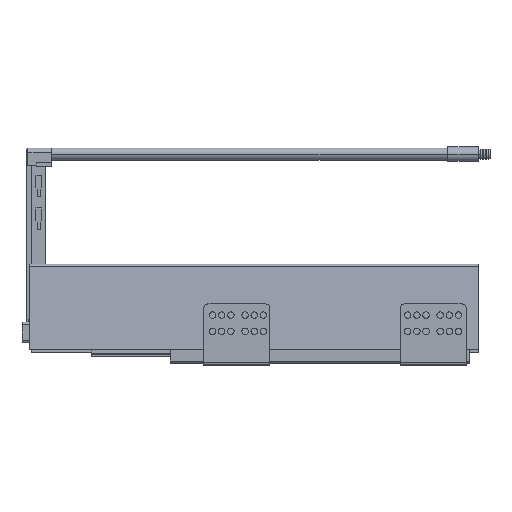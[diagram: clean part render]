
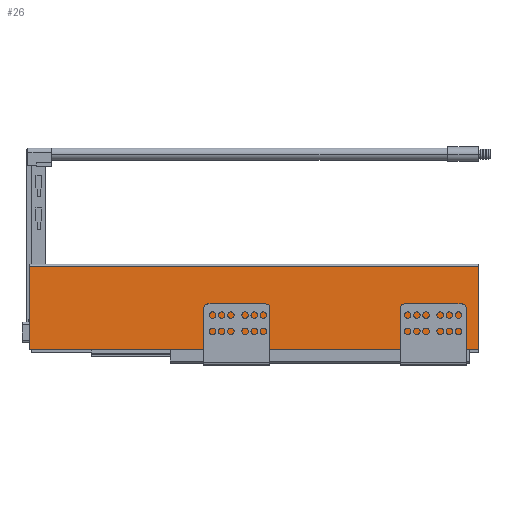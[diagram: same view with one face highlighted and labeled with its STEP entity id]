
A CAD part, top view. The second image highlights one B-rep face of the part: STEP entity #26.
In plain terms, the highlighted planar face has unit normal (0, 0.052, 0.999).
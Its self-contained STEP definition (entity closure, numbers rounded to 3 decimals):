
#26 = ADVANCED_FACE ( 'NONE', ( #2078 ), #9744, .T. ) ;
#114 = DIRECTION ( 'NONE',  ( 0., 0.999, -0.052 ) ) ;
#505 = VECTOR ( 'NONE', #9068, 1000. ) ;
#983 = DIRECTION ( 'NONE',  ( 0., 0.052, 0.999 ) ) ;
#1109 = CARTESIAN_POINT ( 'NONE',  ( -442., 0., 66.6 ) ) ;
#2078 = FACE_OUTER_BOUND ( 'NONE', #11709, .T. ) ;
#2143 = CARTESIAN_POINT ( 'NONE',  ( 0., 0., 66.6 ) ) ;
#2221 = CARTESIAN_POINT ( 'NONE',  ( -442., 0., 66.6 ) ) ;
#2424 = EDGE_CURVE ( 'NONE', #7785, #3697, #10038, .T. ) ;
#2613 = ORIENTED_EDGE ( 'NONE', *, *, #11928, .T. ) ;
#2634 = VERTEX_POINT ( 'NONE', #2143 ) ;
#2776 = CARTESIAN_POINT ( 'NONE',  ( -442., 0., 66.6 ) ) ;
#2991 = VECTOR ( 'NONE', #6089, 1000. ) ;
#3697 = VERTEX_POINT ( 'NONE', #10341 ) ;
#3727 = VECTOR ( 'NONE', #114, 1000. ) ;
#3875 = AXIS2_PLACEMENT_3D ( 'NONE', #1109, #983, #8988 ) ;
#4120 = LINE ( 'NONE', #4312, #505 ) ;
#4312 = CARTESIAN_POINT ( 'NONE',  ( -442., 82.129, 62.296 ) ) ;
#4636 = ORIENTED_EDGE ( 'NONE', *, *, #11455, .T. ) ;
#4871 = CARTESIAN_POINT ( 'NONE',  ( 0., 82.129, 62.296 ) ) ;
#5157 = LINE ( 'NONE', #9980, #3727 ) ;
#6036 = DIRECTION ( 'NONE',  ( 0., 0.999, -0.052 ) ) ;
#6089 = DIRECTION ( 'NONE',  ( 1., 0., 0. ) ) ;
#6472 = VERTEX_POINT ( 'NONE', #4871 ) ;
#6878 = CARTESIAN_POINT ( 'NONE',  ( -442., 0., 66.6 ) ) ;
#7785 = VERTEX_POINT ( 'NONE', #2776 ) ;
#8086 = LINE ( 'NONE', #2221, #2991 ) ;
#8988 = DIRECTION ( 'NONE',  ( 0., 0.999, -0.052 ) ) ;
#9068 = DIRECTION ( 'NONE',  ( 1., 0., 0. ) ) ;
#9744 = PLANE ( 'NONE',  #3875 ) ;
#9874 = ORIENTED_EDGE ( 'NONE', *, *, #11149, .F. ) ;
#9980 = CARTESIAN_POINT ( 'NONE',  ( 0., 0., 66.6 ) ) ;
#10038 = LINE ( 'NONE', #6878, #10447 ) ;
#10341 = CARTESIAN_POINT ( 'NONE',  ( -442., 82.129, 62.296 ) ) ;
#10447 = VECTOR ( 'NONE', #6036, 1000. ) ;
#10846 = ORIENTED_EDGE ( 'NONE', *, *, #2424, .F. ) ;
#11149 = EDGE_CURVE ( 'NONE', #3697, #6472, #4120, .T. ) ;
#11455 = EDGE_CURVE ( 'NONE', #7785, #2634, #8086, .T. ) ;
#11709 = EDGE_LOOP ( 'NONE', ( #2613, #9874, #10846, #4636 ) ) ;
#11928 = EDGE_CURVE ( 'NONE', #2634, #6472, #5157, .T. ) ;
